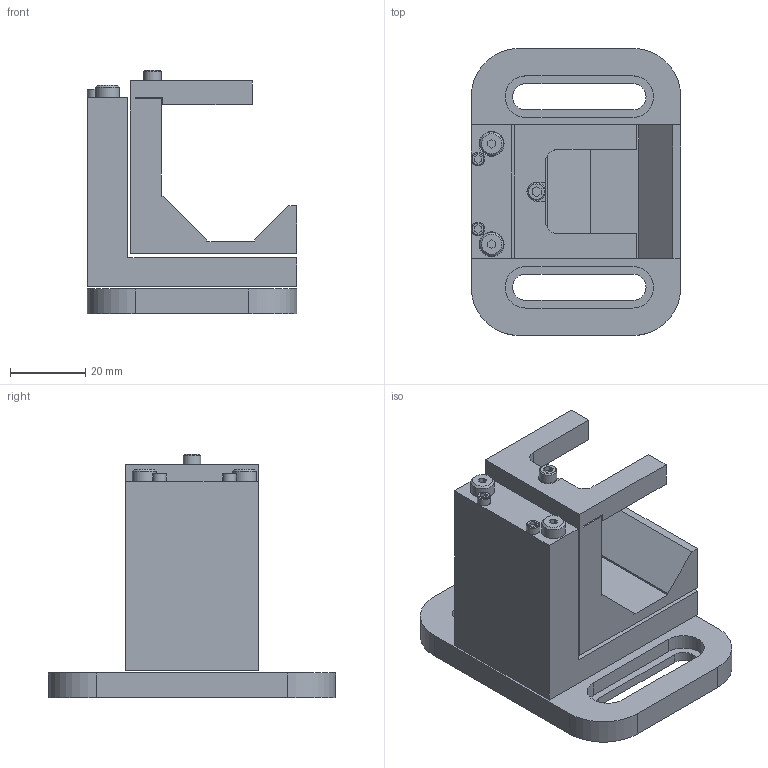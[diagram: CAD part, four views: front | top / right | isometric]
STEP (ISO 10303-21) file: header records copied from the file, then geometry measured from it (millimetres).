
FILE_DESCRIPTION((''),'2;1');
FILE_NAME('eop.stp','2009-04-28T11:30:11',('JC'),(''),'Autodesk Inventor 11','Autodesk Inventor 11','');
FILE_SCHEMA(('AUTOMOTIVE_DESIGN { 1 0 10303 214 1 1 1 1 }'));
Length unit declared in the file: inch
Products named in the file (1): eop1
Bounding box: 55.58 x 76.2 x 64.67 mm (x, y, z)
Volume: 78758 mm3; surface area: 29266.5 mm2
Topology: 3 solids, 3 shells, 122 faces, 309 edges, 204 vertices
Faces by surface type: plane 94, cylinder 21, cone 7
Full cylindrical faces by diameter (mm): 3.556 x2, 4.597 x1, 4.648 x1, 6.312 x2
Entity records: 3555 total; most frequent: CARTESIAN_POINT 613, DIRECTION 586, ORIENTED_EDGE 582, EDGE_CURVE 291, VECTOR 242, LINE 242, VERTEX_POINT 199, AXIS2_PLACEMENT_3D 172
